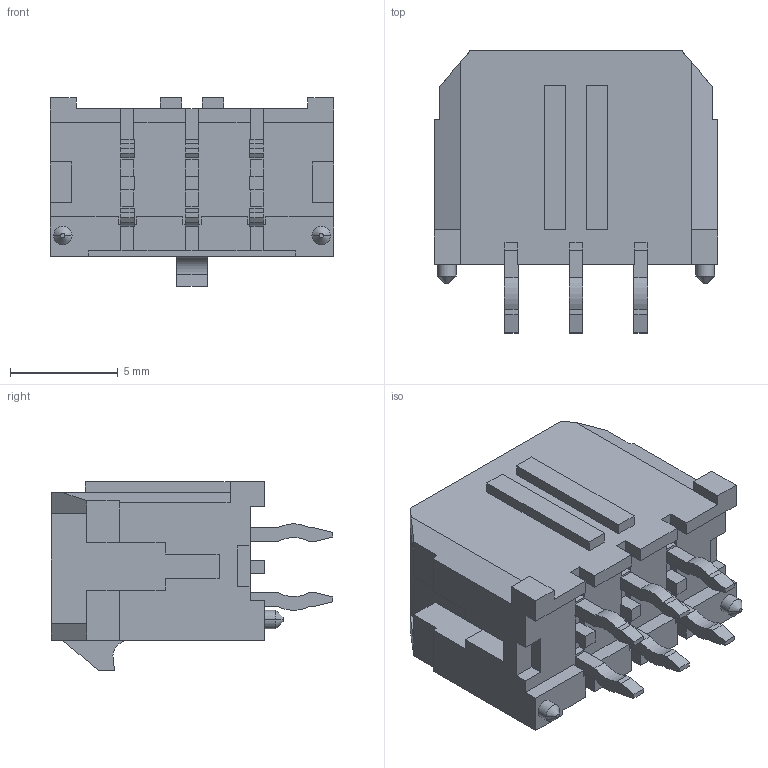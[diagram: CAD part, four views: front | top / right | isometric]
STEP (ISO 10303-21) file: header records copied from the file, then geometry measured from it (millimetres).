
FILE_DESCRIPTION (( 'STEP AP214' ), '1' );
FILE_NAME ('43045-0612.STEP', '2022-10-27T20:30:50', ( '' ), ( '' ), 'SwSTEP 2.0', 'SolidWorks 2017', '' );
FILE_SCHEMA (( 'AUTOMOTIVE_DESIGN' ));
Length unit declared in the file: millimetre
Products named in the file (1): 43045-0612
Bounding box: 13.15 x 13.09 x 8.77 mm (x, y, z)
Volume: 553.6 mm3; surface area: 1259.7 mm2
Topology: 7 solids, 7 shells, 320 faces, 856 edges, 564 vertices
Faces by surface type: plane 299, cylinder 17, cone 4
Entity records: 9890 total; most frequent: CARTESIAN_POINT 1741, ORIENTED_EDGE 1712, DIRECTION 1536, EDGE_CURVE 856, VECTOR 818, LINE 818, VERTEX_POINT 564, AXIS2_PLACEMENT_3D 359
